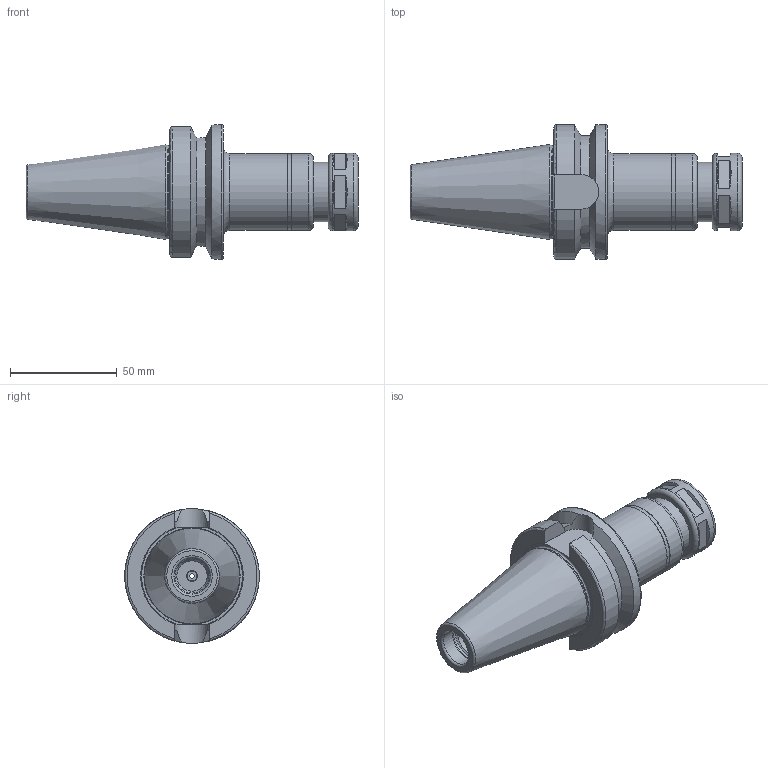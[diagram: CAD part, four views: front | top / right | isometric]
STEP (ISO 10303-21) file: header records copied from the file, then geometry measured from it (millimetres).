
FILE_DESCRIPTION((''),'2;1');
FILE_NAME('254010316090-3D.stp','2020-04-13T17:46:43',('nttooll'),(''),'Autodesk Inventor 2012','Autodesk Inventor 2012','');
FILE_SCHEMA(('AUTOMOTIVE_DESIGN { 1 0 10303 214 1 1 1 1 }'));
Length unit declared in the file: millimetre
Products named in the file (1): 254010316090-3D
Bounding box: 155.4 x 63 x 63 mm (x, y, z)
Volume: 159954 mm3; surface area: 35641.5 mm2
Topology: 1 solids, 1 shells, 110 faces, 223 edges, 140 vertices
Faces by surface type: plane 48, cylinder 32, cone 19, torus 11
Full cylindrical faces by diameter (mm): 2 x1, 4.5 x1, 5 x1, 12.8 x1, 13.319 x1, 14.25 x1, 15.8 x1, 15.9 x1, 16 x1, 16.3 x1, 17 x3, 17.4 x1, 17.5 x1, 20 x1, 22.1 x1, 24.5 x1, 28 x2, 35.6 x1, 36 x2, 36.3 x1, 43.5 x1, 63 x1
Entity records: 2690 total; most frequent: CARTESIAN_POINT 537, DIRECTION 466, ORIENTED_EDGE 342, AXIS2_PLACEMENT_3D 210, EDGE_LOOP 186, EDGE_CURVE 171, VERTEX_POINT 137, FACE_OUTER_BOUND 110
